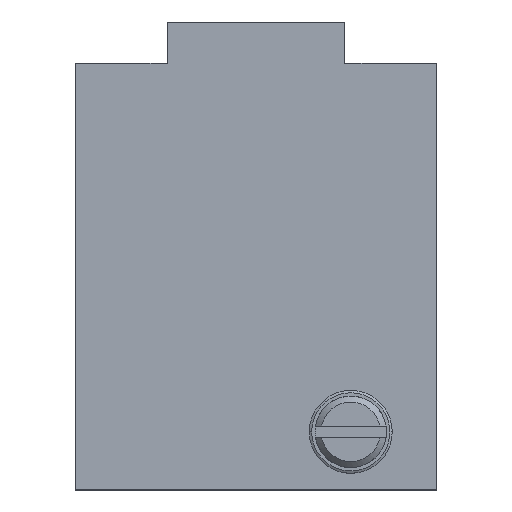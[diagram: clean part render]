
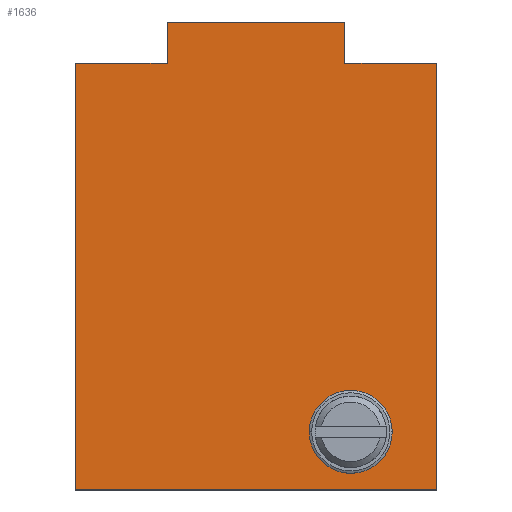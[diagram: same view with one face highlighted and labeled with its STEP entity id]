
A CAD part, top view. The second image highlights one B-rep face of the part: STEP entity #1636.
In plain terms, the highlighted planar face has unit normal (0, 0, 1).
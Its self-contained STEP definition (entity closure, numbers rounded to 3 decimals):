
#75=DIRECTION('',(0.,1.,0.));
#76=VECTOR('',#75,36.);
#77=CARTESIAN_POINT('',(15.25,0.,2.));
#78=LINE('',#77,#76);
#79=DIRECTION('',(1.,0.,0.));
#80=VECTOR('',#79,30.5);
#81=CARTESIAN_POINT('',(-15.25,0.,2.));
#82=LINE('',#81,#80);
#83=DIRECTION('',(0.,-1.,0.));
#84=VECTOR('',#83,36.);
#85=CARTESIAN_POINT('',(-15.25,36.,2.));
#86=LINE('',#85,#84);
#87=DIRECTION('',(-1.,0.,0.));
#88=VECTOR('',#87,7.75);
#89=CARTESIAN_POINT('',(-7.5,36.,2.));
#90=LINE('',#89,#88);
#91=DIRECTION('',(0.,-1.,0.));
#92=VECTOR('',#91,3.5);
#93=CARTESIAN_POINT('',(-7.5,39.5,2.));
#94=LINE('',#93,#92);
#95=DIRECTION('',(-1.,0.,0.));
#96=VECTOR('',#95,15.);
#97=CARTESIAN_POINT('',(7.5,39.5,2.));
#98=LINE('',#97,#96);
#99=DIRECTION('',(0.,1.,0.));
#100=VECTOR('',#99,3.5);
#101=CARTESIAN_POINT('',(7.5,36.,2.));
#102=LINE('',#101,#100);
#103=DIRECTION('',(-1.,0.,0.));
#104=VECTOR('',#103,7.75);
#105=CARTESIAN_POINT('',(15.25,36.,2.));
#106=LINE('',#105,#104);
#107=CARTESIAN_POINT('',(8.,4.9,2.));
#108=DIRECTION('',(0.,0.,1.));
#109=DIRECTION('',(1.,0.,0.));
#110=AXIS2_PLACEMENT_3D('',#107,#108,#109);
#112=CARTESIAN_POINT('',(8.,4.9,2.));
#113=DIRECTION('',(0.,0.,1.));
#114=DIRECTION('',(-1.,0.,0.));
#115=AXIS2_PLACEMENT_3D('',#112,#113,#114);
#1233=CARTESIAN_POINT('',(15.25,0.,2.));
#1234=CARTESIAN_POINT('',(15.25,36.,2.));
#1235=VERTEX_POINT('',#1233);
#1236=VERTEX_POINT('',#1234);
#1237=CARTESIAN_POINT('',(7.5,36.,2.));
#1238=VERTEX_POINT('',#1237);
#1239=CARTESIAN_POINT('',(7.5,39.5,2.));
#1240=VERTEX_POINT('',#1239);
#1241=CARTESIAN_POINT('',(-7.5,39.5,2.));
#1242=VERTEX_POINT('',#1241);
#1243=CARTESIAN_POINT('',(-7.5,36.,2.));
#1244=VERTEX_POINT('',#1243);
#1245=CARTESIAN_POINT('',(-15.25,36.,2.));
#1246=VERTEX_POINT('',#1245);
#1247=CARTESIAN_POINT('',(-15.25,0.,2.));
#1248=VERTEX_POINT('',#1247);
#1261=CARTESIAN_POINT('',(11.5,4.9,2.));
#1262=CARTESIAN_POINT('',(4.5,4.9,2.));
#1263=VERTEX_POINT('',#1261);
#1264=VERTEX_POINT('',#1262);
#1615=CARTESIAN_POINT('',(0.,0.,2.));
#1616=DIRECTION('',(0.,0.,1.));
#1617=DIRECTION('',(1.,0.,0.));
#1618=AXIS2_PLACEMENT_3D('',#1615,#1616,#1617);
#1619=PLANE('',#1618);
#1620=ORIENTED_EDGE('',*,*,#1511,.F.);
#1621=ORIENTED_EDGE('',*,*,#1526,.F.);
#1622=ORIENTED_EDGE('',*,*,#1540,.F.);
#1623=ORIENTED_EDGE('',*,*,#1554,.F.);
#1624=ORIENTED_EDGE('',*,*,#1568,.F.);
#1625=ORIENTED_EDGE('',*,*,#1582,.F.);
#1626=ORIENTED_EDGE('',*,*,#1596,.F.);
#1627=ORIENTED_EDGE('',*,*,#1609,.F.);
#1628=EDGE_LOOP('',(#1620,#1621,#1622,#1623,#1624,#1625,#1626,#1627));
#1629=FACE_OUTER_BOUND('',#1628,.F.);
#1631=ORIENTED_EDGE('',*,*,#1630,.T.);
#1633=ORIENTED_EDGE('',*,*,#1632,.T.);
#1634=EDGE_LOOP('',(#1631,#1633));
#1635=FACE_BOUND('',#1634,.F.);
#1636=ADVANCED_FACE('',(#1629,#1635),#1619,.T.);
#111=CIRCLE('',#110,3.5);
#116=CIRCLE('',#115,3.5);
#1511=EDGE_CURVE('',#1235,#1236,#78,.T.);
#1526=EDGE_CURVE('',#1248,#1235,#82,.T.);
#1540=EDGE_CURVE('',#1246,#1248,#86,.T.);
#1554=EDGE_CURVE('',#1244,#1246,#90,.T.);
#1568=EDGE_CURVE('',#1242,#1244,#94,.T.);
#1582=EDGE_CURVE('',#1240,#1242,#98,.T.);
#1596=EDGE_CURVE('',#1238,#1240,#102,.T.);
#1609=EDGE_CURVE('',#1236,#1238,#106,.T.);
#1630=EDGE_CURVE('',#1263,#1264,#111,.T.);
#1632=EDGE_CURVE('',#1264,#1263,#116,.T.);
